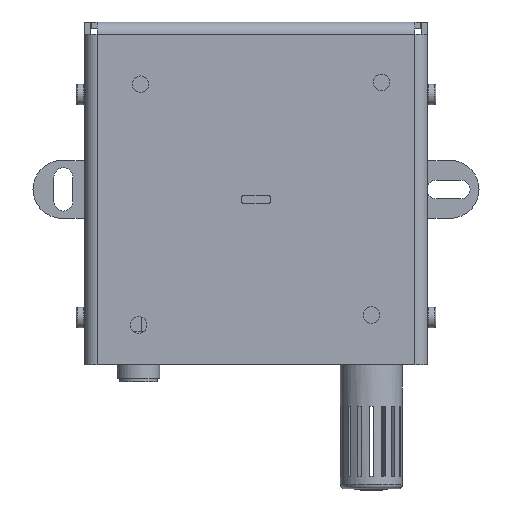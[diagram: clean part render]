
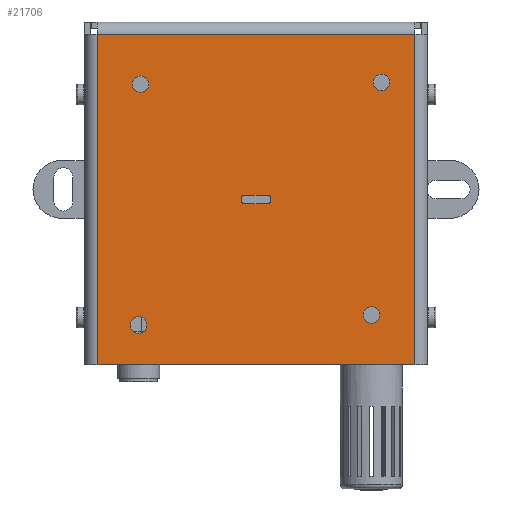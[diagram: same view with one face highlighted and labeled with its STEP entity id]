
A CAD part, top view. The second image highlights one B-rep face of the part: STEP entity #21706.
In plain terms, the highlighted face is planar.
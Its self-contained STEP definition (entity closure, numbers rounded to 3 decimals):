
#1034=FACE_BOUND('',#3618,.T.);
#1035=FACE_BOUND('',#3619,.T.);
#1036=FACE_BOUND('',#3620,.T.);
#1037=FACE_BOUND('',#3621,.T.);
#1038=FACE_BOUND('',#3622,.T.);
#1369=PLANE('',#23598);
#2318=FACE_OUTER_BOUND('',#3617,.T.);
#3617=EDGE_LOOP('',(#17390,#17391,#17392,#17393));
#3618=EDGE_LOOP('',(#17394));
#3619=EDGE_LOOP('',(#17395));
#3620=EDGE_LOOP('',(#17396));
#3621=EDGE_LOOP('',(#17397));
#3622=EDGE_LOOP('',(#17398,#17399,#17400,#17401,#17402,#17403,#17404,#17405));
#4528=CIRCLE('',#23194,0.5);
#4530=CIRCLE('',#23198,0.5);
#4532=CIRCLE('',#23202,0.5);
#4534=CIRCLE('',#23206,0.5);
#4692=CIRCLE('',#23548,2.);
#4694=CIRCLE('',#23551,2.);
#4696=CIRCLE('',#23554,2.);
#4698=CIRCLE('',#23557,2.);
#5510=LINE('',#33882,#7833);
#5516=LINE('',#33897,#7839);
#5520=LINE('',#33909,#7843);
#5523=LINE('',#33918,#7846);
#5938=LINE('',#35083,#8261);
#5951=LINE('',#35114,#8274);
#5959=LINE('',#35137,#8282);
#5964=LINE('',#35153,#8287);
#7833=VECTOR('',#25899,10.);
#7839=VECTOR('',#25913,10.);
#7843=VECTOR('',#25925,10.);
#7846=VECTOR('',#25936,10.);
#8261=VECTOR('',#27063,10.);
#8274=VECTOR('',#27102,10.);
#8282=VECTOR('',#27132,10.);
#8287=VECTOR('',#27157,10.);
#10160=VERTEX_POINT('',#33872);
#10161=VERTEX_POINT('',#33873);
#10164=VERTEX_POINT('',#33881);
#10166=VERTEX_POINT('',#33887);
#10167=VERTEX_POINT('',#33888);
#10170=VERTEX_POINT('',#33899);
#10171=VERTEX_POINT('',#33900);
#10174=VERTEX_POINT('',#33911);
#10549=VERTEX_POINT('',#35028);
#10551=VERTEX_POINT('',#35034);
#10553=VERTEX_POINT('',#35040);
#10555=VERTEX_POINT('',#35046);
#10568=VERTEX_POINT('',#35080);
#10569=VERTEX_POINT('',#35082);
#10574=VERTEX_POINT('',#35112);
#10578=VERTEX_POINT('',#35136);
#12347=EDGE_CURVE('',#10160,#10161,#4528,.T.);
#12351=EDGE_CURVE('',#10164,#10161,#5510,.T.);
#12354=EDGE_CURVE('',#10166,#10167,#4530,.T.);
#12359=EDGE_CURVE('',#10160,#10167,#5516,.T.);
#12360=EDGE_CURVE('',#10170,#10171,#4532,.T.);
#12365=EDGE_CURVE('',#10166,#10171,#5520,.T.);
#12366=EDGE_CURVE('',#10164,#10174,#4534,.T.);
#12370=EDGE_CURVE('',#10170,#10174,#5523,.T.);
#12924=EDGE_CURVE('',#10549,#10549,#4692,.T.);
#12927=EDGE_CURVE('',#10551,#10551,#4694,.T.);
#12930=EDGE_CURVE('',#10553,#10553,#4696,.T.);
#12933=EDGE_CURVE('',#10555,#10555,#4698,.T.);
#12950=EDGE_CURVE('',#10569,#10568,#5938,.T.);
#12967=EDGE_CURVE('',#10568,#10574,#5951,.T.);
#12979=EDGE_CURVE('',#10578,#10569,#5959,.T.);
#12987=EDGE_CURVE('',#10578,#10574,#5964,.T.);
#17390=ORIENTED_EDGE('',*,*,#12950,.T.);
#17391=ORIENTED_EDGE('',*,*,#12967,.T.);
#17392=ORIENTED_EDGE('',*,*,#12987,.F.);
#17393=ORIENTED_EDGE('',*,*,#12979,.T.);
#17394=ORIENTED_EDGE('',*,*,#12924,.T.);
#17395=ORIENTED_EDGE('',*,*,#12927,.T.);
#17396=ORIENTED_EDGE('',*,*,#12930,.T.);
#17397=ORIENTED_EDGE('',*,*,#12933,.T.);
#17398=ORIENTED_EDGE('',*,*,#12365,.T.);
#17399=ORIENTED_EDGE('',*,*,#12360,.F.);
#17400=ORIENTED_EDGE('',*,*,#12370,.T.);
#17401=ORIENTED_EDGE('',*,*,#12366,.F.);
#17402=ORIENTED_EDGE('',*,*,#12351,.T.);
#17403=ORIENTED_EDGE('',*,*,#12347,.F.);
#17404=ORIENTED_EDGE('',*,*,#12359,.T.);
#17405=ORIENTED_EDGE('',*,*,#12354,.F.);
#21706=ADVANCED_FACE('',(#2318,#1034,#1035,#1036,#1037,#1038),#1369,.F.);
#23194=AXIS2_PLACEMENT_3D('',#33874,#25891,#25892);
#23198=AXIS2_PLACEMENT_3D('',#33889,#25904,#25905);
#23202=AXIS2_PLACEMENT_3D('',#33901,#25916,#25917);
#23206=AXIS2_PLACEMENT_3D('',#33912,#25928,#25929);
#23548=AXIS2_PLACEMENT_3D('',#35029,#27012,#27013);
#23551=AXIS2_PLACEMENT_3D('',#35035,#27019,#27020);
#23554=AXIS2_PLACEMENT_3D('',#35041,#27026,#27027);
#23557=AXIS2_PLACEMENT_3D('',#35047,#27033,#27034);
#23598=AXIS2_PLACEMENT_3D('',#35152,#27155,#27156);
#25891=DIRECTION('center_axis',(0.,0.,-1.));
#25892=DIRECTION('ref_axis',(0.707,0.707,0.));
#25899=DIRECTION('',(0.,1.,0.));
#25904=DIRECTION('center_axis',(0.,0.,-1.));
#25905=DIRECTION('ref_axis',(-0.707,0.707,0.));
#25913=DIRECTION('',(-1.,0.,0.));
#25916=DIRECTION('center_axis',(0.,0.,-1.));
#25917=DIRECTION('ref_axis',(-0.707,-0.707,0.));
#25925=DIRECTION('',(0.,-1.,0.));
#25928=DIRECTION('center_axis',(0.,0.,-1.));
#25929=DIRECTION('ref_axis',(0.707,-0.707,0.));
#25936=DIRECTION('',(1.,0.,0.));
#27012=DIRECTION('center_axis',(0.,0.,1.));
#27013=DIRECTION('ref_axis',(1.,0.,0.));
#27019=DIRECTION('center_axis',(0.,0.,1.));
#27020=DIRECTION('ref_axis',(1.,0.,0.));
#27026=DIRECTION('center_axis',(0.,0.,1.));
#27027=DIRECTION('ref_axis',(1.,0.,0.));
#27033=DIRECTION('center_axis',(0.,0.,1.));
#27034=DIRECTION('ref_axis',(1.,0.,0.));
#27063=DIRECTION('',(1.,0.,0.));
#27102=DIRECTION('',(0.,-1.,0.));
#27132=DIRECTION('',(0.,1.,0.));
#27155=DIRECTION('center_axis',(0.,0.,1.));
#27156=DIRECTION('ref_axis',(1.,0.,0.));
#27157=DIRECTION('',(1.,0.,0.));
#33872=CARTESIAN_POINT('',(44.5,41.,0.));
#33873=CARTESIAN_POINT('',(45.,40.5,0.));
#33874=CARTESIAN_POINT('Origin',(44.5,40.5,0.));
#33881=CARTESIAN_POINT('',(45.,39.5,0.));
#33882=CARTESIAN_POINT('',(45.,40.25,0.));
#33887=CARTESIAN_POINT('',(38.,40.5,0.));
#33888=CARTESIAN_POINT('',(38.5,41.,0.));
#33889=CARTESIAN_POINT('Origin',(38.5,40.5,0.));
#33897=CARTESIAN_POINT('',(43.25,41.,0.));
#33899=CARTESIAN_POINT('',(38.5,39.,0.));
#33900=CARTESIAN_POINT('',(38.,39.5,0.));
#33901=CARTESIAN_POINT('Origin',(38.5,39.5,0.));
#33909=CARTESIAN_POINT('',(38.,41.25,0.));
#33911=CARTESIAN_POINT('',(44.5,39.,0.));
#33912=CARTESIAN_POINT('Origin',(44.5,39.5,0.));
#33918=CARTESIAN_POINT('',(39.75,39.,0.));
#35028=CARTESIAN_POINT('',(67.9,9.6,0.));
#35029=CARTESIAN_POINT('Origin',(69.9,9.6,0.));
#35034=CARTESIAN_POINT('',(11.57,12.07,0.));
#35035=CARTESIAN_POINT('Origin',(13.57,12.07,0.));
#35040=CARTESIAN_POINT('',(67.431,67.931,0.));
#35041=CARTESIAN_POINT('Origin',(69.431,67.931,0.));
#35046=CARTESIAN_POINT('',(9.1,68.4,0.));
#35047=CARTESIAN_POINT('Origin',(11.1,68.4,0.));
#35080=CARTESIAN_POINT('',(80.,80.,0.));
#35082=CARTESIAN_POINT('',(3.,80.,0.));
#35083=CARTESIAN_POINT('',(60.75,80.,0.));
#35112=CARTESIAN_POINT('',(80.,0.,0.));
#35114=CARTESIAN_POINT('',(80.,20.75,0.));
#35136=CARTESIAN_POINT('',(3.,0.,0.));
#35137=CARTESIAN_POINT('',(3.,60.75,0.));
#35152=CARTESIAN_POINT('Origin',(41.5,41.5,0.));
#35153=CARTESIAN_POINT('',(0.,0.,0.));
